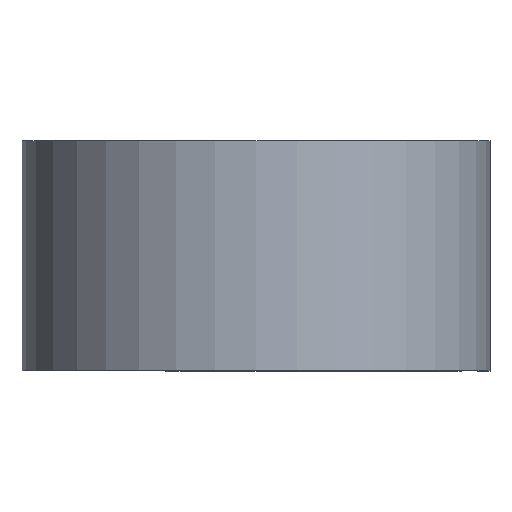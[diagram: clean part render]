
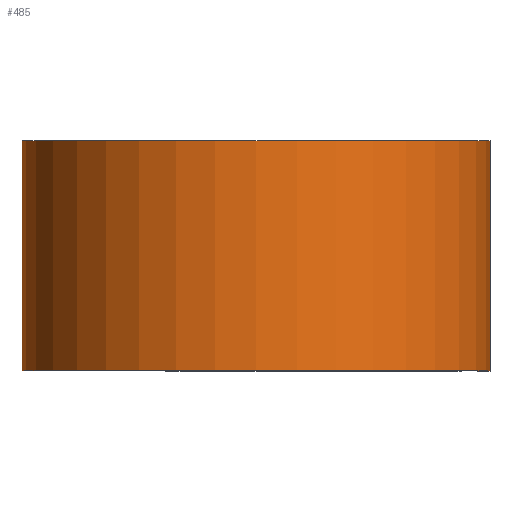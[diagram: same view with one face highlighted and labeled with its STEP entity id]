
A CAD part, top view. The second image highlights one B-rep face of the part: STEP entity #485.
In plain terms, the highlighted cylindrical face has radius 22.644 mm (diameter 45.288 mm), a partial arc.
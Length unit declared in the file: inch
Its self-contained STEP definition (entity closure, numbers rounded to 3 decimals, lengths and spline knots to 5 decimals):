
#11 = LINE ( 'NONE', #58, #654 ) ;
#58 = CARTESIAN_POINT ( 'NONE',  ( 0.8915, 0.4375, 0. ) ) ;
#63 = AXIS2_PLACEMENT_3D ( 'NONE', #241, #314, #475 ) ;
#73 = CARTESIAN_POINT ( 'NONE',  ( 0.8915, 0.4375, 0. ) ) ;
#76 = AXIS2_PLACEMENT_3D ( 'NONE', #677, #603, #204 ) ;
#103 = CARTESIAN_POINT ( 'NONE',  ( 0.8915, -0.4375, 0. ) ) ;
#149 = CARTESIAN_POINT ( 'NONE',  ( 0., -0.4375, -0.8915 ) ) ;
#191 = CARTESIAN_POINT ( 'NONE',  ( 0., 0.4375, -0.8915 ) ) ;
#198 = EDGE_CURVE ( 'NONE', #574, #303, #11, .T. ) ;
#204 = DIRECTION ( 'NONE',  ( 1., 0., 0. ) ) ;
#226 = DIRECTION ( 'NONE',  ( 0., -1., 0. ) ) ;
#241 = CARTESIAN_POINT ( 'NONE',  ( 0., -0.4375, 0. ) ) ;
#262 = DIRECTION ( 'NONE',  ( 0., 0., -1. ) ) ;
#293 = DIRECTION ( 'NONE',  ( 0., -1., 0. ) ) ;
#295 = ORIENTED_EDGE ( 'NONE', *, *, #198, .F. ) ;
#303 = VERTEX_POINT ( 'NONE', #103 ) ;
#307 = VERTEX_POINT ( 'NONE', #149 ) ;
#314 = DIRECTION ( 'NONE',  ( 0., 1., 0. ) ) ;
#329 = CARTESIAN_POINT ( 'NONE',  ( 0., 0.4375, 0. ) ) ;
#345 = EDGE_CURVE ( 'NONE', #307, #303, #720, .T. ) ;
#397 = FACE_OUTER_BOUND ( 'NONE', #580, .T. ) ;
#411 = CYLINDRICAL_SURFACE ( 'NONE', #581, 0.8915 ) ;
#423 = VECTOR ( 'NONE', #226, 39.37008 ) ;
#430 = ORIENTED_EDGE ( 'NONE', *, *, #345, .T. ) ;
#466 = VERTEX_POINT ( 'NONE', #550 ) ;
#471 = ORIENTED_EDGE ( 'NONE', *, *, #513, .T. ) ;
#475 = DIRECTION ( 'NONE',  ( 1., 0., 0. ) ) ;
#485 = ADVANCED_FACE ( 'NONE', ( #397 ), #411, .T. ) ;
#507 = CIRCLE ( 'NONE', #76, 0.8915 ) ;
#513 = EDGE_CURVE ( 'NONE', #466, #307, #591, .T. ) ;
#550 = CARTESIAN_POINT ( 'NONE',  ( 0., 0.4375, -0.8915 ) ) ;
#574 = VERTEX_POINT ( 'NONE', #73 ) ;
#580 = EDGE_LOOP ( 'NONE', ( #430, #295, #687, #471 ) ) ;
#581 = AXIS2_PLACEMENT_3D ( 'NONE', #329, #293, #262 ) ;
#591 = LINE ( 'NONE', #191, #423 ) ;
#603 = DIRECTION ( 'NONE',  ( 0., 1., 0. ) ) ;
#608 = DIRECTION ( 'NONE',  ( 0., -1., 0. ) ) ;
#625 = EDGE_CURVE ( 'NONE', #466, #574, #507, .T. ) ;
#654 = VECTOR ( 'NONE', #608, 39.37008 ) ;
#677 = CARTESIAN_POINT ( 'NONE',  ( 0., 0.4375, 0. ) ) ;
#687 = ORIENTED_EDGE ( 'NONE', *, *, #625, .F. ) ;
#720 = CIRCLE ( 'NONE', #63, 0.8915 ) ;
